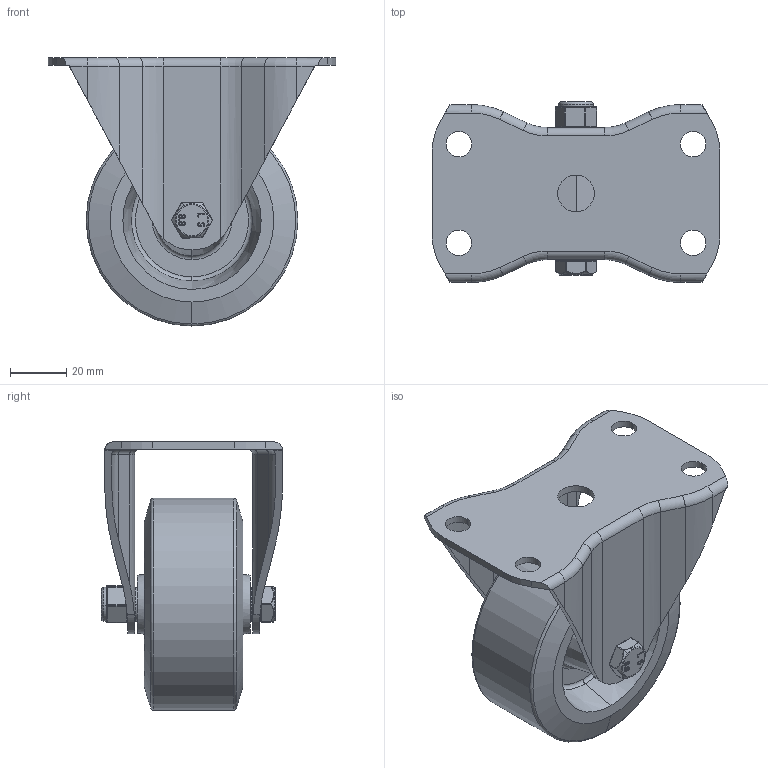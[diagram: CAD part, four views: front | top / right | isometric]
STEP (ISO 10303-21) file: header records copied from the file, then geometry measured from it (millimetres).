
FILE_DESCRIPTION(('STEP AP214'),'1');
FILE_NAME('BZHF75SRN.STEP','2022-08-05T08:12:55',(' '),(' '),'Spatial InterOp 3D',' ',' ');
FILE_SCHEMA(('AUTOMOTIVE_DESIGN { 1 0 10303 214 1 1 1 1 }'));
Length unit declared in the file: metre
Products named in the file (14): BZHF75AS; ZINC PLATED, PRESSED STEEL BRACKET; BZHF75SRN; BZMH75WSRN; 65 SHORE A ELASTIC RUBBER TYRE; NYLON RIM; TUBEM12X40; ZINC PLATED STEEL TUBE; HEXBOLTM8X55Z8.8; GRADE 8.8 ZINC PLATED BOLT; NYLOC NUT; NUT; RUBBER; NYLOCM8Z
Assembly tree (13 placements, depth 4):
  BZHF75SRN
    BZHF75AS
      ZINC PLATED, PRESSED STEEL BRACKET
    BZMH75WSRN
      65 SHORE A ELASTIC RUBBER TYRE
      NYLON RIM
    TUBEM12X40
      ZINC PLATED STEEL TUBE
    HEXBOLTM8X55Z8.8
      GRADE 8.8 ZINC PLATED BOLT
    NYLOCM8Z
      NYLOC NUT
        NUT
        RUBBER
Bounding box: 102 x 64.15 x 95 mm (x, y, z)
Volume: 149418.8 mm3; surface area: 66315.5 mm2
Topology: 7 solids, 7 shells, 430 faces, 1066 edges, 651 vertices
Faces by surface type: cylinder 213, plane 97, sphere 42, torus 36, cone 18, extrusion 16, bspline 8
Entity records: 20360 total; most frequent: CARTESIAN_POINT 9806, DIRECTION 2202, ORIENTED_EDGE 2108, EDGE_CURVE 1054, AXIS2_PLACEMENT_3D 880, VERTEX_POINT 651, EDGE_LOOP 467, VECTOR 442
